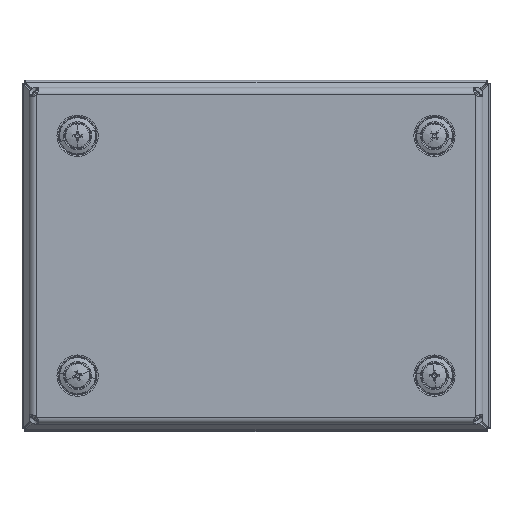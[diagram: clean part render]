
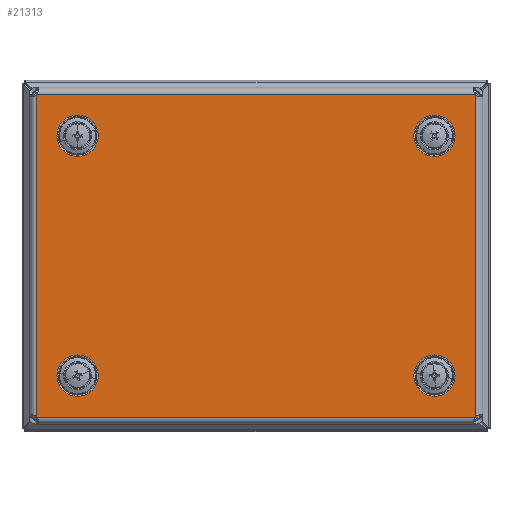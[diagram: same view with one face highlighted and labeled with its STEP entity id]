
A CAD part, top view. The second image highlights one B-rep face of the part: STEP entity #21313.
In plain terms, the highlighted face is planar.
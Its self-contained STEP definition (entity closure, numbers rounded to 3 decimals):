
#1413 = DIRECTION ( 'NONE',  ( 0., 1., 0. ) ) ;
#1414 = DIRECTION ( 'NONE',  ( 0., 0., -1. ) ) ;
#1415 = CARTESIAN_POINT ( 'NONE',  ( 76.25, -51.25, 0. ) ) ;
#1416 = AXIS2_PLACEMENT_3D ( 'NONE', #1415, #1414, #1413 ) ;
#1417 = CIRCLE ( 'NONE', #1416, 8.817 ) ;
#1471 = CARTESIAN_POINT ( 'NONE',  ( -95.5, -70.5, 0. ) ) ;
#1472 = AXIS2_PLACEMENT_3D ( 'NONE', #1471, #1575, #1574 ) ;
#1473 = CIRCLE ( 'NONE', #1472, 2.5 ) ;
#1475 = CARTESIAN_POINT ( 'NONE',  ( -93.5, -69., 0. ) ) ;
#1476 = DIRECTION ( 'NONE',  ( -1., 0., 0. ) ) ;
#1477 = VECTOR ( 'NONE', #1476, 1000. ) ;
#1478 = CARTESIAN_POINT ( 'NONE',  ( -110., -69., 0. ) ) ;
#1480 = LINE ( 'NONE', #1478, #1477 ) ;
#1485 = CARTESIAN_POINT ( 'NONE',  ( 93.5, -69., 0. ) ) ;
#1487 = DIRECTION ( 'NONE',  ( -1., 0., 0. ) ) ;
#1489 = DIRECTION ( 'NONE',  ( 0., 0., 1. ) ) ;
#1490 = CARTESIAN_POINT ( 'NONE',  ( 95.5, -70.5, 0. ) ) ;
#1492 = AXIS2_PLACEMENT_3D ( 'NONE', #1490, #1489, #1487 ) ;
#1494 = CIRCLE ( 'NONE', #1492, 2.5 ) ;
#1500 = CARTESIAN_POINT ( 'NONE',  ( 94., -68.5, 0. ) ) ;
#1501 = DIRECTION ( 'NONE',  ( 0., -1., 0. ) ) ;
#1502 = VECTOR ( 'NONE', #1501, 1000. ) ;
#1503 = CARTESIAN_POINT ( 'NONE',  ( 94., -85., 0. ) ) ;
#1504 = LINE ( 'NONE', #1503, #1502 ) ;
#1506 = CARTESIAN_POINT ( 'NONE',  ( 94., 68.5, 0. ) ) ;
#1508 = DIRECTION ( 'NONE',  ( -1., 0., 0. ) ) ;
#1509 = DIRECTION ( 'NONE',  ( 0., 0., -1. ) ) ;
#1510 = AXIS2_PLACEMENT_3D ( 'NONE', #1522, #1509, #1508 ) ;
#1511 = CIRCLE ( 'NONE', #1510, 2.5 ) ;
#1522 = CARTESIAN_POINT ( 'NONE',  ( 95.5, 70.5, 0. ) ) ;
#1527 = DIRECTION ( 'NONE',  ( 1., 0., 0. ) ) ;
#1528 = DIRECTION ( 'NONE',  ( 0., 0., 1. ) ) ;
#1529 = CARTESIAN_POINT ( 'NONE',  ( -110., -85., 0. ) ) ;
#1530 = AXIS2_PLACEMENT_3D ( 'NONE', #1529, #1528, #1527 ) ;
#1533 = PLANE ( 'NONE',  #1530 ) ;
#1534 = FACE_OUTER_BOUND ( 'NONE', #21295, .T. ) ;
#1535 = FACE_BOUND ( 'NONE', #21287, .T. ) ;
#1536 = FACE_BOUND ( 'NONE', #21180, .T. ) ;
#1537 = FACE_BOUND ( 'NONE', #21325, .T. ) ;
#1538 = FACE_BOUND ( 'NONE', #21316, .T. ) ;
#1539 = CARTESIAN_POINT ( 'NONE',  ( 93.5, 69., 0. ) ) ;
#1541 = DIRECTION ( 'NONE',  ( 1., 0., 0. ) ) ;
#1543 = VECTOR ( 'NONE', #1541, 1000. ) ;
#1545 = CARTESIAN_POINT ( 'NONE',  ( -110., 69., 0. ) ) ;
#1546 = LINE ( 'NONE', #1545, #1543 ) ;
#1550 = CARTESIAN_POINT ( 'NONE',  ( -93.5, 69., 0. ) ) ;
#1552 = CARTESIAN_POINT ( 'NONE',  ( -94., 68.5, 0. ) ) ;
#1554 = DIRECTION ( 'NONE',  ( 1., 0., 0. ) ) ;
#1556 = DIRECTION ( 'NONE',  ( 0., 0., 1. ) ) ;
#1557 = CARTESIAN_POINT ( 'NONE',  ( -95.5, 70.5, 0. ) ) ;
#1559 = AXIS2_PLACEMENT_3D ( 'NONE', #1557, #1556, #1554 ) ;
#1560 = CIRCLE ( 'NONE', #1559, 2.5 ) ;
#1563 = DIRECTION ( 'NONE',  ( 0., 1., 0. ) ) ;
#1564 = DIRECTION ( 'NONE',  ( 0., 0., -1. ) ) ;
#1565 = CARTESIAN_POINT ( 'NONE',  ( 76.25, 51.25, 0. ) ) ;
#1566 = AXIS2_PLACEMENT_3D ( 'NONE', #1565, #1564, #1563 ) ;
#1567 = CIRCLE ( 'NONE', #1566, 8.817 ) ;
#1568 = DIRECTION ( 'NONE',  ( 0., 1., 0. ) ) ;
#1569 = DIRECTION ( 'NONE',  ( 0., 0., 1. ) ) ;
#1570 = CARTESIAN_POINT ( 'NONE',  ( -76.25, 51.25, 0. ) ) ;
#1571 = AXIS2_PLACEMENT_3D ( 'NONE', #1570, #1569, #1568 ) ;
#1572 = CIRCLE ( 'NONE', #1571, 8.817 ) ;
#1573 = CARTESIAN_POINT ( 'NONE',  ( -94., -68.5, 0. ) ) ;
#1574 = DIRECTION ( 'NONE',  ( 1., 0., 0. ) ) ;
#1575 = DIRECTION ( 'NONE',  ( 0., 0., -1. ) ) ;
#1621 = DIRECTION ( 'NONE',  ( 0., 1., 0. ) ) ;
#1622 = DIRECTION ( 'NONE',  ( 0., 0., 1. ) ) ;
#1624 = CARTESIAN_POINT ( 'NONE',  ( -76.25, -51.25, 0. ) ) ;
#1625 = AXIS2_PLACEMENT_3D ( 'NONE', #1624, #1622, #1621 ) ;
#1627 = CIRCLE ( 'NONE', #1625, 8.817 ) ;
#1704 = DIRECTION ( 'NONE',  ( 0., 1., 0. ) ) ;
#1705 = VECTOR ( 'NONE', #1704, 1000. ) ;
#1707 = CARTESIAN_POINT ( 'NONE',  ( -94., -85., 0. ) ) ;
#1713 = LINE ( 'NONE', #1707, #1705 ) ;
#13162 = DIRECTION ( 'NONE',  ( 0., 0., -1. ) ) ;
#13166 = DIRECTION ( 'NONE',  ( 0., 1., 0. ) ) ;
#14856 = ORIENTED_EDGE ( 'NONE', *, *, #21263, .F. ) ;
#18998 = EDGE_CURVE ( 'NONE', #19046, #19045, #24765, .T. ) ;
#19045 = VERTEX_POINT ( 'NONE', #24915 ) ;
#19046 = VERTEX_POINT ( 'NONE', #24914 ) ;
#19124 = VERTEX_POINT ( 'NONE', #25161 ) ;
#19126 = EDGE_CURVE ( 'NONE', #19124, #19127, #25156, .T. ) ;
#19127 = VERTEX_POINT ( 'NONE', #25149 ) ;
#19276 = VERTEX_POINT ( 'NONE', #25569 ) ;
#19279 = EDGE_CURVE ( 'NONE', #19380, #19276, #25566, .T. ) ;
#19380 = VERTEX_POINT ( 'NONE', #25827 ) ;
#19552 = VERTEX_POINT ( 'NONE', #26162 ) ;
#19554 = EDGE_CURVE ( 'NONE', #19552, #19556, #26154, .T. ) ;
#19556 = VERTEX_POINT ( 'NONE', #26275 ) ;
#21173 = ORIENTED_EDGE ( 'NONE', *, *, #21175, .F. ) ;
#21175 = EDGE_CURVE ( 'NONE', #19127, #19124, #1417, .T. ) ;
#21177 = ORIENTED_EDGE ( 'NONE', *, *, #19126, .F. ) ;
#21180 = EDGE_LOOP ( 'NONE', ( #21182, #21285 ) ) ;
#21182 = ORIENTED_EDGE ( 'NONE', *, *, #19279, .T. ) ;
#21263 = EDGE_CURVE ( 'NONE', #21265, #21306, #1511, .T. ) ;
#21265 = VERTEX_POINT ( 'NONE', #1506 ) ;
#21266 = ORIENTED_EDGE ( 'NONE', *, *, #21267, .T. ) ;
#21267 = EDGE_CURVE ( 'NONE', #21265, #21268, #1504, .T. ) ;
#21268 = VERTEX_POINT ( 'NONE', #1500 ) ;
#21269 = ORIENTED_EDGE ( 'NONE', *, *, #21270, .T. ) ;
#21270 = EDGE_CURVE ( 'NONE', #21268, #21272, #1494, .T. ) ;
#21272 = VERTEX_POINT ( 'NONE', #1485 ) ;
#21274 = ORIENTED_EDGE ( 'NONE', *, *, #21276, .T. ) ;
#21276 = EDGE_CURVE ( 'NONE', #21272, #21277, #1480, .T. ) ;
#21277 = VERTEX_POINT ( 'NONE', #1475 ) ;
#21278 = ORIENTED_EDGE ( 'NONE', *, *, #21280, .F. ) ;
#21280 = EDGE_CURVE ( 'NONE', #21282, #21277, #1473, .T. ) ;
#21282 = VERTEX_POINT ( 'NONE', #1573 ) ;
#21283 = ORIENTED_EDGE ( 'NONE', *, *, #21383, .T. ) ;
#21285 = ORIENTED_EDGE ( 'NONE', *, *, #21286, .T. ) ;
#21286 = EDGE_CURVE ( 'NONE', #19276, #19380, #1572, .T. ) ;
#21287 = EDGE_LOOP ( 'NONE', ( #21289, #21294 ) ) ;
#21289 = ORIENTED_EDGE ( 'NONE', *, *, #21291, .F. ) ;
#21291 = EDGE_CURVE ( 'NONE', #19556, #19552, #1567, .T. ) ;
#21294 = ORIENTED_EDGE ( 'NONE', *, *, #19554, .F. ) ;
#21295 = EDGE_LOOP ( 'NONE', ( #21296, #21304, #14856, #21266, #21269, #21274, #21278, #21283 ) ) ;
#21296 = ORIENTED_EDGE ( 'NONE', *, *, #21298, .T. ) ;
#21298 = EDGE_CURVE ( 'NONE', #21300, #21302, #1560, .T. ) ;
#21300 = VERTEX_POINT ( 'NONE', #1552 ) ;
#21302 = VERTEX_POINT ( 'NONE', #1550 ) ;
#21304 = ORIENTED_EDGE ( 'NONE', *, *, #21305, .T. ) ;
#21305 = EDGE_CURVE ( 'NONE', #21302, #21306, #1546, .T. ) ;
#21306 = VERTEX_POINT ( 'NONE', #1539 ) ;
#21313 = ADVANCED_FACE ( 'NONE', ( #1538, #1537, #1536, #1535, #1534 ), #1533, .F. ) ;
#21316 = EDGE_LOOP ( 'NONE', ( #21318, #21320 ) ) ;
#21318 = ORIENTED_EDGE ( 'NONE', *, *, #18998, .T. ) ;
#21320 = ORIENTED_EDGE ( 'NONE', *, *, #21322, .T. ) ;
#21322 = EDGE_CURVE ( 'NONE', #19045, #19046, #1627, .T. ) ;
#21325 = EDGE_LOOP ( 'NONE', ( #21173, #21177 ) ) ;
#21383 = EDGE_CURVE ( 'NONE', #21282, #21300, #1713, .T. ) ;
#24613 = AXIS2_PLACEMENT_3D ( 'NONE', #25641, #13162, #13166 ) ;
#24760 = DIRECTION ( 'NONE',  ( 0., 1., 0. ) ) ;
#24761 = DIRECTION ( 'NONE',  ( 0., 0., 1. ) ) ;
#24762 = CARTESIAN_POINT ( 'NONE',  ( -76.25, -51.25, 0. ) ) ;
#24763 = AXIS2_PLACEMENT_3D ( 'NONE', #24762, #24761, #24760 ) ;
#24765 = CIRCLE ( 'NONE', #24763, 8.817 ) ;
#24914 = CARTESIAN_POINT ( 'NONE',  ( -76.25, -42.433, 0. ) ) ;
#24915 = CARTESIAN_POINT ( 'NONE',  ( -76.25, -60.067, 0. ) ) ;
#25149 = CARTESIAN_POINT ( 'NONE',  ( 76.25, -42.433, 0. ) ) ;
#25151 = DIRECTION ( 'NONE',  ( 0., 1., 0. ) ) ;
#25152 = DIRECTION ( 'NONE',  ( 0., 0., -1. ) ) ;
#25153 = CARTESIAN_POINT ( 'NONE',  ( 76.25, -51.25, 0. ) ) ;
#25154 = AXIS2_PLACEMENT_3D ( 'NONE', #25153, #25152, #25151 ) ;
#25156 = CIRCLE ( 'NONE', #25154, 8.817 ) ;
#25161 = CARTESIAN_POINT ( 'NONE',  ( 76.25, -60.067, 0. ) ) ;
#25559 = DIRECTION ( 'NONE',  ( 0., 1., 0. ) ) ;
#25560 = DIRECTION ( 'NONE',  ( 0., 0., 1. ) ) ;
#25562 = CARTESIAN_POINT ( 'NONE',  ( -76.25, 51.25, 0. ) ) ;
#25564 = AXIS2_PLACEMENT_3D ( 'NONE', #25562, #25560, #25559 ) ;
#25566 = CIRCLE ( 'NONE', #25564, 8.817 ) ;
#25569 = CARTESIAN_POINT ( 'NONE',  ( -76.25, 42.433, 0. ) ) ;
#25641 = CARTESIAN_POINT ( 'NONE',  ( 76.25, 51.25, 0. ) ) ;
#25827 = CARTESIAN_POINT ( 'NONE',  ( -76.25, 60.067, 0. ) ) ;
#26154 = CIRCLE ( 'NONE', #24613, 8.817 ) ;
#26162 = CARTESIAN_POINT ( 'NONE',  ( 76.25, 42.433, 0. ) ) ;
#26275 = CARTESIAN_POINT ( 'NONE',  ( 76.25, 60.067, 0. ) ) ;
